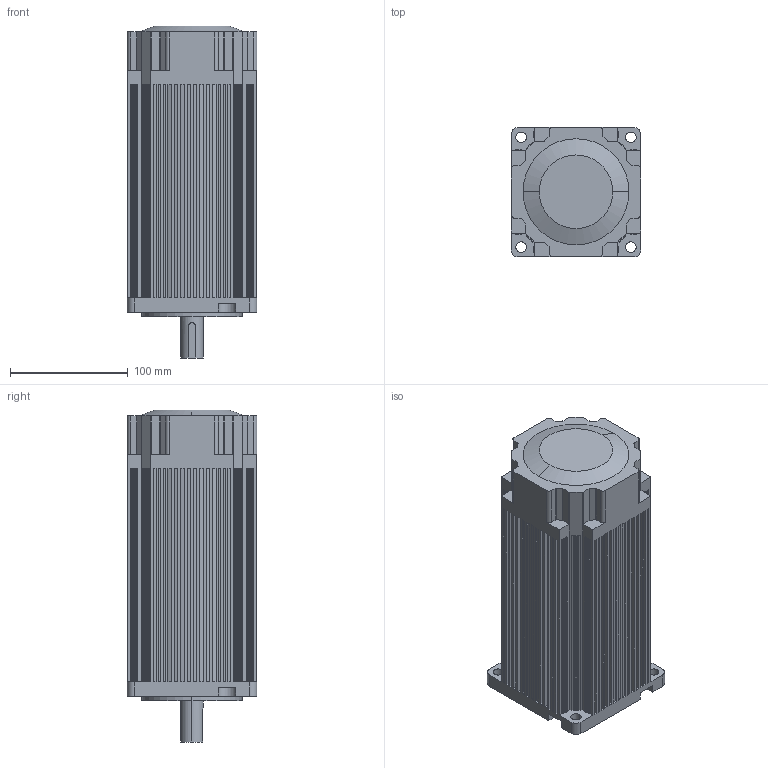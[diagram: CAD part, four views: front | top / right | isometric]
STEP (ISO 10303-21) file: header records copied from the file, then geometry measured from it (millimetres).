
FILE_DESCRIPTION (( 'STEP AP214' ), '1' );
FILE_NAME ('110B20EH.STEP', '2021-07-09T03:44:14', ( '微软用户' ), ( '微软中国' ), 'SwSTEP 2.0', 'SolidWorks 2020', '' );
FILE_SCHEMA (( 'AUTOMOTIVE_DESIGN' ));
Length unit declared in the file: millimetre
Products named in the file (1): 110B20EH
Bounding box: 110 x 110 x 282 mm (x, y, z)
Volume: 2490646.7 mm3; surface area: 191283.4 mm2
Topology: 1 solids, 1 shells, 798 faces, 2172 edges, 1441 vertices
Faces by surface type: plane 527, cylinder 267, cone 4
Entity records: 25233 total; most frequent: CARTESIAN_POINT 4440, ORIENTED_EDGE 4340, DIRECTION 4303, EDGE_CURVE 2170, LINE 1631, VECTOR 1631, VERTEX_POINT 1441, AXIS2_PLACEMENT_3D 1336
